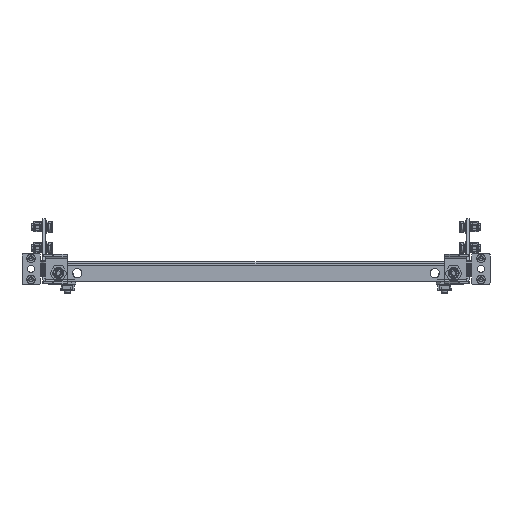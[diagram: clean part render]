
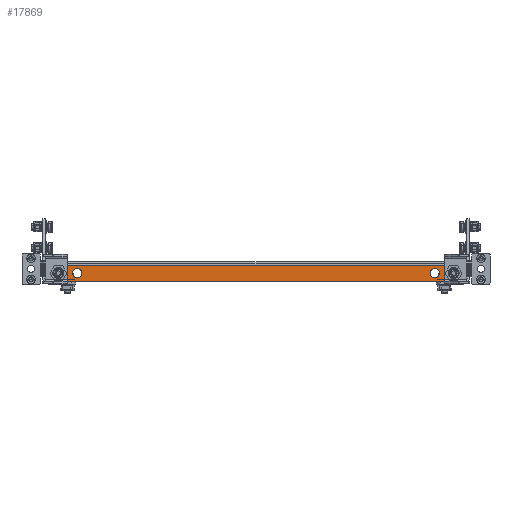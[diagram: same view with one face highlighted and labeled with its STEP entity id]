
A CAD part, front view. The second image highlights one B-rep face of the part: STEP entity #17869.
In plain terms, the highlighted planar face has unit normal (0, -1, 0).
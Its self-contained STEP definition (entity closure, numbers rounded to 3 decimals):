
#102 = ORIENTED_EDGE ( 'NONE', *, *, #17099, .F. ) ;
#109 = EDGE_CURVE ( 'NONE', #15494, #17397, #20649, .T. ) ;
#180 = DIRECTION ( 'NONE',  ( 0., -1., 0. ) ) ;
#348 = AXIS2_PLACEMENT_3D ( 'NONE', #11539, #14785, #11470 ) ;
#531 = DIRECTION ( 'NONE',  ( 0., 1., 0. ) ) ;
#683 = CARTESIAN_POINT ( 'NONE',  ( 235., -848., -17. ) ) ;
#743 = CARTESIAN_POINT ( 'NONE',  ( -235., -848., -6. ) ) ;
#746 = VERTEX_POINT ( 'NONE', #1021 ) ;
#856 = VECTOR ( 'NONE', #11441, 1000. ) ;
#1021 = CARTESIAN_POINT ( 'NONE',  ( -235., -848., -17. ) ) ;
#1068 = ORIENTED_EDGE ( 'NONE', *, *, #9987, .T. ) ;
#1099 = AXIS2_PLACEMENT_3D ( 'NONE', #11889, #3876, #13721 ) ;
#1108 = VERTEX_POINT ( 'NONE', #7105 ) ;
#1606 = DIRECTION ( 'NONE',  ( 0., 0., -1. ) ) ;
#1876 = EDGE_LOOP ( 'NONE', ( #20911, #17137 ) ) ;
#2025 = CARTESIAN_POINT ( 'NONE',  ( -212.5, -848., -11.5 ) ) ;
#2196 = DIRECTION ( 'NONE',  ( 0., 0., -1. ) ) ;
#2739 = CARTESIAN_POINT ( 'NONE',  ( 242.146, -848., -21. ) ) ;
#2740 = CARTESIAN_POINT ( 'NONE',  ( 235., -848., -6. ) ) ;
#3001 = EDGE_LOOP ( 'NONE', ( #18832, #8222 ) ) ;
#3060 = FACE_BOUND ( 'NONE', #1876, .T. ) ;
#3231 = DIRECTION ( 'NONE',  ( 0., -1., 0. ) ) ;
#3445 = CARTESIAN_POINT ( 'NONE',  ( 247.146, -848., 0. ) ) ;
#3486 = CIRCLE ( 'NONE', #8764, 5. ) ;
#3600 = VERTEX_POINT ( 'NONE', #743 ) ;
#3608 = EDGE_CURVE ( 'NONE', #8393, #6193, #4788, .T. ) ;
#3818 = FACE_OUTER_BOUND ( 'NONE', #9788, .T. ) ;
#3876 = DIRECTION ( 'NONE',  ( 0., -1., 0. ) ) ;
#3898 = AXIS2_PLACEMENT_3D ( 'NONE', #4587, #14110, #7697 ) ;
#4193 = VERTEX_POINT ( 'NONE', #20010 ) ;
#4344 = AXIS2_PLACEMENT_3D ( 'NONE', #13005, #3231, #11433 ) ;
#4558 = CARTESIAN_POINT ( 'NONE',  ( -249.5, -848., 0. ) ) ;
#4587 = CARTESIAN_POINT ( 'NONE',  ( -235., -848., -11.5 ) ) ;
#4757 = DIRECTION ( 'NONE',  ( 0., 1., 0. ) ) ;
#4788 = CIRCLE ( 'NONE', #18634, 5.5 ) ;
#5075 = CARTESIAN_POINT ( 'NONE',  ( 249.5, -848., -2. ) ) ;
#5114 = DIRECTION ( 'NONE',  ( 0., 0., -1. ) ) ;
#5618 = DIRECTION ( 'NONE',  ( 0., 1., 0. ) ) ;
#5699 = DIRECTION ( 'NONE',  ( 1., 0., 0. ) ) ;
#5824 = CARTESIAN_POINT ( 'NONE',  ( 212.5, -848., -11.5 ) ) ;
#5956 = CIRCLE ( 'NONE', #348, 5.5 ) ;
#6172 = DIRECTION ( 'NONE',  ( 0., 0., 1. ) ) ;
#6193 = VERTEX_POINT ( 'NONE', #11959 ) ;
#6625 = CIRCLE ( 'NONE', #1099, 5. ) ;
#7051 = CIRCLE ( 'NONE', #4344, 5.5 ) ;
#7105 = CARTESIAN_POINT ( 'NONE',  ( 247.146, -848., -16. ) ) ;
#7112 = VERTEX_POINT ( 'NONE', #2740 ) ;
#7467 = ORIENTED_EDGE ( 'NONE', *, *, #12720, .F. ) ;
#7589 = VERTEX_POINT ( 'NONE', #12757 ) ;
#7607 = ORIENTED_EDGE ( 'NONE', *, *, #3608, .T. ) ;
#7697 = DIRECTION ( 'NONE',  ( 0., 0., -1. ) ) ;
#8222 = ORIENTED_EDGE ( 'NONE', *, *, #17973, .F. ) ;
#8275 = VECTOR ( 'NONE', #16350, 1000. ) ;
#8393 = VERTEX_POINT ( 'NONE', #12200 ) ;
#8415 = CARTESIAN_POINT ( 'NONE',  ( 235., -848., -11.5 ) ) ;
#8665 = ORIENTED_EDGE ( 'NONE', *, *, #16873, .T. ) ;
#8676 = VERTEX_POINT ( 'NONE', #16003 ) ;
#8731 = ORIENTED_EDGE ( 'NONE', *, *, #13527, .F. ) ;
#8764 = AXIS2_PLACEMENT_3D ( 'NONE', #11783, #16653, #11862 ) ;
#9681 = VERTEX_POINT ( 'NONE', #13911 ) ;
#9788 = EDGE_LOOP ( 'NONE', ( #17469, #20630, #14120, #7467, #8665, #20764 ) ) ;
#9987 = EDGE_CURVE ( 'NONE', #6193, #8393, #5956, .T. ) ;
#10087 = CARTESIAN_POINT ( 'NONE',  ( -242.146, -848., -21. ) ) ;
#10128 = EDGE_CURVE ( 'NONE', #12798, #7112, #20685, .T. ) ;
#10157 = AXIS2_PLACEMENT_3D ( 'NONE', #19680, #19603, #1606 ) ;
#10369 = EDGE_CURVE ( 'NONE', #746, #3600, #16591, .T. ) ;
#10642 = VERTEX_POINT ( 'NONE', #19837 ) ;
#10775 = EDGE_LOOP ( 'NONE', ( #1068, #7607 ) ) ;
#11130 = AXIS2_PLACEMENT_3D ( 'NONE', #4558, #4757, #6172 ) ;
#11433 = DIRECTION ( 'NONE',  ( 0., 0., -1. ) ) ;
#11441 = DIRECTION ( 'NONE',  ( 0., 0., -1. ) ) ;
#11470 = DIRECTION ( 'NONE',  ( 0., 0., -1. ) ) ;
#11539 = CARTESIAN_POINT ( 'NONE',  ( 212.5, -848., -11.5 ) ) ;
#11783 = CARTESIAN_POINT ( 'NONE',  ( 242.146, -848., -16. ) ) ;
#11862 = DIRECTION ( 'NONE',  ( 0., 0., 1. ) ) ;
#11877 = LINE ( 'NONE', #5075, #8275 ) ;
#11889 = CARTESIAN_POINT ( 'NONE',  ( -242.146, -848., -16. ) ) ;
#11959 = CARTESIAN_POINT ( 'NONE',  ( 212.5, -848., -17. ) ) ;
#12141 = AXIS2_PLACEMENT_3D ( 'NONE', #2025, #180, #5114 ) ;
#12200 = CARTESIAN_POINT ( 'NONE',  ( 212.5, -848., -6. ) ) ;
#12346 = CIRCLE ( 'NONE', #10157, 5.5 ) ;
#12603 = CIRCLE ( 'NONE', #14259, 5.5 ) ;
#12655 = PLANE ( 'NONE',  #11130 ) ;
#12688 = FACE_BOUND ( 'NONE', #10775, .T. ) ;
#12720 = EDGE_CURVE ( 'NONE', #9681, #8676, #11877, .T. ) ;
#12757 = CARTESIAN_POINT ( 'NONE',  ( -247.146, -848., -16. ) ) ;
#12798 = VERTEX_POINT ( 'NONE', #683 ) ;
#13005 = CARTESIAN_POINT ( 'NONE',  ( -235., -848., -11.5 ) ) ;
#13502 = CARTESIAN_POINT ( 'NONE',  ( -247.146, -848., 0. ) ) ;
#13527 = EDGE_CURVE ( 'NONE', #10642, #4193, #12346, .T. ) ;
#13721 = DIRECTION ( 'NONE',  ( 0., 0., 1. ) ) ;
#13911 = CARTESIAN_POINT ( 'NONE',  ( -247.146, -848., -2. ) ) ;
#14037 = EDGE_CURVE ( 'NONE', #17397, #1108, #3486, .T. ) ;
#14110 = DIRECTION ( 'NONE',  ( 0., -1., 0. ) ) ;
#14120 = ORIENTED_EDGE ( 'NONE', *, *, #20065, .F. ) ;
#14259 = AXIS2_PLACEMENT_3D ( 'NONE', #8415, #15118, #19801 ) ;
#14364 = EDGE_LOOP ( 'NONE', ( #8731, #102 ) ) ;
#14785 = DIRECTION ( 'NONE',  ( 0., 1., 0. ) ) ;
#14952 = FACE_BOUND ( 'NONE', #14364, .T. ) ;
#15074 = CARTESIAN_POINT ( 'NONE',  ( 235., -848., -11.5 ) ) ;
#15118 = DIRECTION ( 'NONE',  ( 0., 1., 0. ) ) ;
#15494 = VERTEX_POINT ( 'NONE', #10087 ) ;
#15758 = VECTOR ( 'NONE', #16890, 1000. ) ;
#16003 = CARTESIAN_POINT ( 'NONE',  ( 247.146, -848., -2. ) ) ;
#16249 = CIRCLE ( 'NONE', #12141, 5.5 ) ;
#16350 = DIRECTION ( 'NONE',  ( 1., 0., 0. ) ) ;
#16477 = EDGE_CURVE ( 'NONE', #7589, #15494, #6625, .T. ) ;
#16591 = CIRCLE ( 'NONE', #3898, 5.5 ) ;
#16653 = DIRECTION ( 'NONE',  ( 0., -1., 0. ) ) ;
#16817 = LINE ( 'NONE', #3445, #856 ) ;
#16873 = EDGE_CURVE ( 'NONE', #9681, #7589, #17019, .T. ) ;
#16890 = DIRECTION ( 'NONE',  ( 0., 0., -1. ) ) ;
#17019 = LINE ( 'NONE', #13502, #15758 ) ;
#17099 = EDGE_CURVE ( 'NONE', #4193, #10642, #16249, .T. ) ;
#17137 = ORIENTED_EDGE ( 'NONE', *, *, #19074, .T. ) ;
#17397 = VERTEX_POINT ( 'NONE', #2739 ) ;
#17469 = ORIENTED_EDGE ( 'NONE', *, *, #109, .T. ) ;
#17852 = AXIS2_PLACEMENT_3D ( 'NONE', #15074, #531, #2196 ) ;
#17869 = ADVANCED_FACE ( 'NONE', ( #3060, #12688, #20300, #14952, #3818 ), #12655, .F. ) ;
#17973 = EDGE_CURVE ( 'NONE', #3600, #746, #7051, .T. ) ;
#18634 = AXIS2_PLACEMENT_3D ( 'NONE', #5824, #5618, #20256 ) ;
#18692 = CARTESIAN_POINT ( 'NONE',  ( -249.5, -848., -21. ) ) ;
#18832 = ORIENTED_EDGE ( 'NONE', *, *, #10369, .F. ) ;
#19074 = EDGE_CURVE ( 'NONE', #7112, #12798, #12603, .T. ) ;
#19375 = VECTOR ( 'NONE', #5699, 1000. ) ;
#19603 = DIRECTION ( 'NONE',  ( 0., -1., 0. ) ) ;
#19680 = CARTESIAN_POINT ( 'NONE',  ( -212.5, -848., -11.5 ) ) ;
#19801 = DIRECTION ( 'NONE',  ( 0., 0., -1. ) ) ;
#19837 = CARTESIAN_POINT ( 'NONE',  ( -212.5, -848., -17. ) ) ;
#20010 = CARTESIAN_POINT ( 'NONE',  ( -212.5, -848., -6. ) ) ;
#20065 = EDGE_CURVE ( 'NONE', #8676, #1108, #16817, .T. ) ;
#20256 = DIRECTION ( 'NONE',  ( 0., 0., -1. ) ) ;
#20300 = FACE_BOUND ( 'NONE', #3001, .T. ) ;
#20630 = ORIENTED_EDGE ( 'NONE', *, *, #14037, .T. ) ;
#20649 = LINE ( 'NONE', #18692, #19375 ) ;
#20685 = CIRCLE ( 'NONE', #17852, 5.5 ) ;
#20764 = ORIENTED_EDGE ( 'NONE', *, *, #16477, .T. ) ;
#20911 = ORIENTED_EDGE ( 'NONE', *, *, #10128, .T. ) ;
